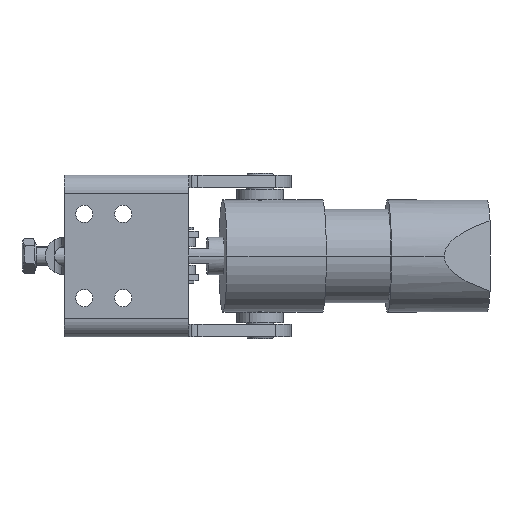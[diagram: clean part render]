
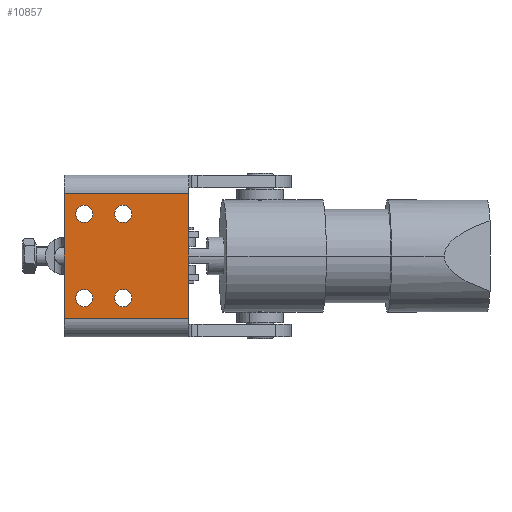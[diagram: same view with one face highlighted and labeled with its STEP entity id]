
A CAD part, front view. The second image highlights one B-rep face of the part: STEP entity #10857.
In plain terms, the highlighted planar face has unit normal (0, -1, 0).
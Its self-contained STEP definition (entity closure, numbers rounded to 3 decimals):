
#9554=CARTESIAN_POINT('',(-4.022,-16.426,-8.5));
#9555=VERTEX_POINT('',#9554);
#9571=CARTESIAN_POINT('',(-9.522,-16.426,-8.5));
#9572=VERTEX_POINT('',#9571);
#9579=CARTESIAN_POINT('',(-6.772,-16.426,-8.5));
#9580=DIRECTION('',(0.0,1.0,0.0));
#9581=DIRECTION('',(1.0,0.0,0.0));
#9582=AXIS2_PLACEMENT_3D('',#9579,#9580,#9581);
#9583=CIRCLE('',#9582,2.75);
#9584=EDGE_CURVE('',#9555,#9572,#9583,.T.);
#9617=CARTESIAN_POINT('',(-16.522,-16.426,-8.5));
#9618=VERTEX_POINT('',#9617);
#9634=CARTESIAN_POINT('',(-22.022,-16.426,-8.5));
#9635=VERTEX_POINT('',#9634);
#9642=CARTESIAN_POINT('',(-19.272,-16.426,-8.5));
#9643=DIRECTION('',(0.0,1.0,0.0));
#9644=DIRECTION('',(1.0,0.0,0.0));
#9645=AXIS2_PLACEMENT_3D('',#9642,#9643,#9644);
#9646=CIRCLE('',#9645,2.75);
#9647=EDGE_CURVE('',#9618,#9635,#9646,.T.);
#9722=CARTESIAN_POINT('',(-4.022,-16.426,-35.5));
#9723=VERTEX_POINT('',#9722);
#9739=CARTESIAN_POINT('',(-9.522,-16.426,-35.5));
#9740=VERTEX_POINT('',#9739);
#9747=CARTESIAN_POINT('',(-6.772,-16.426,-35.5));
#9748=DIRECTION('',(0.0,1.0,0.0));
#9749=DIRECTION('',(1.0,0.0,0.0));
#9750=AXIS2_PLACEMENT_3D('',#9747,#9748,#9749);
#9751=CIRCLE('',#9750,2.75);
#9752=EDGE_CURVE('',#9723,#9740,#9751,.T.);
#9764=CARTESIAN_POINT('',(-16.522,-16.426,-35.5));
#9765=VERTEX_POINT('',#9764);
#9781=CARTESIAN_POINT('',(-22.022,-16.426,-35.5));
#9782=VERTEX_POINT('',#9781);
#9789=CARTESIAN_POINT('',(-19.272,-16.426,-35.5));
#9790=DIRECTION('',(0.0,1.0,0.0));
#9791=DIRECTION('',(1.0,0.0,0.0));
#9792=AXIS2_PLACEMENT_3D('',#9789,#9790,#9791);
#9793=CIRCLE('',#9792,2.75);
#9794=EDGE_CURVE('',#9765,#9782,#9793,.T.);
#10131=CARTESIAN_POINT('',(-25.772,-16.426,-42.0));
#10132=VERTEX_POINT('',#10131);
#10140=CARTESIAN_POINT('',(-25.772,-16.426,-2.));
#10141=VERTEX_POINT('',#10140);
#10142=CARTESIAN_POINT('',(-25.772,-16.426,-2.));
#10143=DIRECTION('',(0.0,0.0,-1.0));
#10144=VECTOR('',#10143,40.0);
#10145=LINE('',#10142,#10144);
#10146=EDGE_CURVE('',#10141,#10132,#10145,.T.);
#10282=CARTESIAN_POINT('',(14.228,-16.426,-2.));
#10283=VERTEX_POINT('',#10282);
#10291=CARTESIAN_POINT('',(14.228,-16.426,-42.0));
#10292=VERTEX_POINT('',#10291);
#10293=CARTESIAN_POINT('',(14.228,-16.426,-2.));
#10294=DIRECTION('',(0.0,0.0,-1.0));
#10295=VECTOR('',#10294,40.0);
#10296=LINE('',#10293,#10295);
#10297=EDGE_CURVE('',#10283,#10292,#10296,.T.);
#10475=CARTESIAN_POINT('',(-19.272,-16.426,-35.5));
#10476=DIRECTION('',(0.0,1.0,0.0));
#10477=DIRECTION('',(1.0,0.0,0.0));
#10478=AXIS2_PLACEMENT_3D('',#10475,#10476,#10477);
#10479=CIRCLE('',#10478,2.75);
#10480=EDGE_CURVE('',#9782,#9765,#10479,.T.);
#10499=CARTESIAN_POINT('',(-6.772,-16.426,-35.5));
#10500=DIRECTION('',(0.0,1.0,0.0));
#10501=DIRECTION('',(1.0,0.0,0.0));
#10502=AXIS2_PLACEMENT_3D('',#10499,#10500,#10501);
#10503=CIRCLE('',#10502,2.75);
#10504=EDGE_CURVE('',#9740,#9723,#10503,.T.);
#10581=CARTESIAN_POINT('',(14.228,-16.426,-42.0));
#10582=DIRECTION('',(-1.0,0.0,0.0));
#10583=VECTOR('',#10582,40.0);
#10584=LINE('',#10581,#10583);
#10585=EDGE_CURVE('',#10292,#10132,#10584,.T.);
#10664=CARTESIAN_POINT('',(-19.272,-16.426,-8.5));
#10665=DIRECTION('',(0.0,1.0,0.0));
#10666=DIRECTION('',(1.0,0.0,0.0));
#10667=AXIS2_PLACEMENT_3D('',#10664,#10665,#10666);
#10668=CIRCLE('',#10667,2.75);
#10669=EDGE_CURVE('',#9635,#9618,#10668,.T.);
#10709=CARTESIAN_POINT('',(-6.772,-16.426,-8.5));
#10710=DIRECTION('',(0.0,1.0,0.0));
#10711=DIRECTION('',(1.0,0.0,0.0));
#10712=AXIS2_PLACEMENT_3D('',#10709,#10710,#10711);
#10713=CIRCLE('',#10712,2.75);
#10714=EDGE_CURVE('',#9572,#9555,#10713,.T.);
#10749=CARTESIAN_POINT('',(14.228,-16.426,-2.));
#10750=DIRECTION('',(-1.0,0.0,0.0));
#10751=VECTOR('',#10750,40.0);
#10752=LINE('',#10749,#10751);
#10753=EDGE_CURVE('',#10283,#10141,#10752,.T.);
#10830=CARTESIAN_POINT('',(-5.772,-16.426,-11.0));
#10831=DIRECTION('',(0.0,1.0,0.0));
#10832=DIRECTION('',(0.0,0.0,1.0));
#10833=AXIS2_PLACEMENT_3D('',#10830,#10831,#10832);
#10834=PLANE('',#10833);
#10835=ORIENTED_EDGE('',*,*,#10753,.T.);
#10836=ORIENTED_EDGE('',*,*,#10146,.T.);
#10837=ORIENTED_EDGE('',*,*,#10585,.F.);
#10838=ORIENTED_EDGE('',*,*,#10297,.F.);
#10839=EDGE_LOOP('',(#10835,#10836,#10837,#10838));
#10840=FACE_OUTER_BOUND('',#10839,.T.);
#10841=ORIENTED_EDGE('',*,*,#9794,.T.);
#10842=ORIENTED_EDGE('',*,*,#10480,.T.);
#10843=EDGE_LOOP('',(#10841,#10842));
#10844=FACE_BOUND('',#10843,.T.);
#10845=ORIENTED_EDGE('',*,*,#9752,.T.);
#10846=ORIENTED_EDGE('',*,*,#10504,.T.);
#10847=EDGE_LOOP('',(#10845,#10846));
#10848=FACE_BOUND('',#10847,.T.);
#10849=ORIENTED_EDGE('',*,*,#9647,.T.);
#10850=ORIENTED_EDGE('',*,*,#10669,.T.);
#10851=EDGE_LOOP('',(#10849,#10850));
#10852=FACE_BOUND('',#10851,.T.);
#10853=ORIENTED_EDGE('',*,*,#9584,.T.);
#10854=ORIENTED_EDGE('',*,*,#10714,.T.);
#10855=EDGE_LOOP('',(#10853,#10854));
#10856=FACE_BOUND('',#10855,.T.);
#10857=ADVANCED_FACE('',(#10840,#10844,#10848,#10852,#10856),#10834,.F.);
